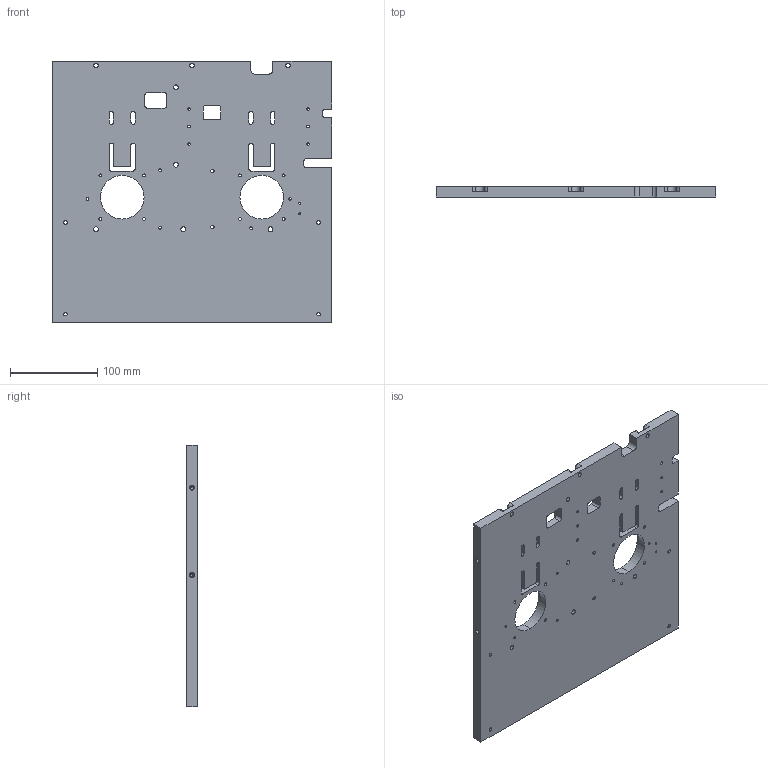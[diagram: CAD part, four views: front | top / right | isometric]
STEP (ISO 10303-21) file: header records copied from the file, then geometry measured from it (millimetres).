
FILE_DESCRIPTION (( 'STEP AP203' ), '1' );
FILE_NAME ('13-018206.step', '2022-02-14T12:31:19', ( '' ), ( '' ), 'SwSTEP 2.0', 'SolidWorks 2021', '' );
FILE_SCHEMA (( 'CONFIG_CONTROL_DESIGN' ));
Length unit declared in the file: millimetre
Products named in the file (1): 13-018206
Bounding box: 320 x 12 x 300 mm (x, y, z)
Volume: 1034870.7 mm3; surface area: 211477.4 mm2
Topology: 1 solids, 1 shells, 279 faces, 785 edges, 508 vertices
Faces by surface type: cylinder 164, plane 95, cone 20
Entity records: 9288 total; most frequent: DIRECTION 1673, CARTESIAN_POINT 1561, ORIENTED_EDGE 1546, EDGE_CURVE 773, AXIS2_PLACEMENT_3D 620, VERTEX_POINT 508, LINE 433, VECTOR 433
